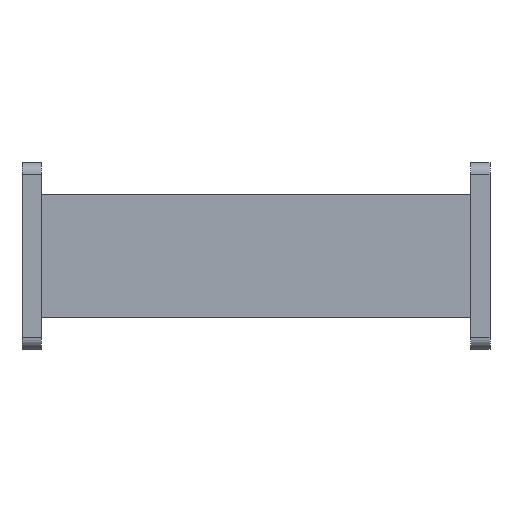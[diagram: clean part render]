
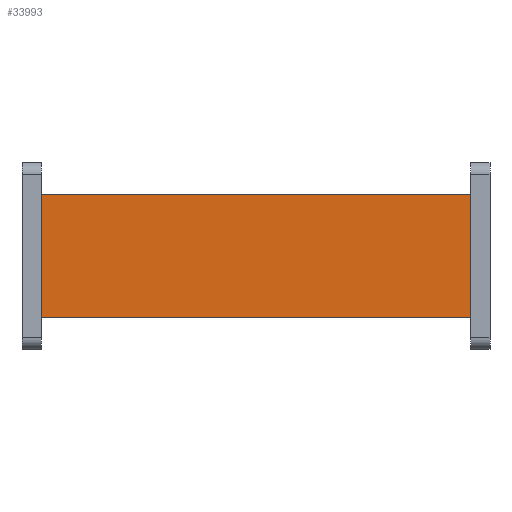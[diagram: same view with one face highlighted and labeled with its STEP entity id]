
A CAD part, front view. The second image highlights one B-rep face of the part: STEP entity #33993.
In plain terms, the highlighted planar face has unit normal (0, -1, 0).
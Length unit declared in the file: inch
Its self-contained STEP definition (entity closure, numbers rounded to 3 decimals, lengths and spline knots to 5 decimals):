
#227 = LINE ( 'NONE', #17868, #37041 ) ;
#1577 = EDGE_CURVE ( 'NONE', #3458, #2212, #3582, .T. ) ;
#2212 = VERTEX_POINT ( 'NONE', #32477 ) ;
#3458 = VERTEX_POINT ( 'NONE', #13173 ) ;
#3582 = LINE ( 'NONE', #9297, #4145 ) ;
#4145 = VECTOR ( 'NONE', #32435, 39.37008 ) ;
#4159 = AXIS2_PLACEMENT_3D ( 'NONE', #17663, #14454, #34546 ) ;
#5239 = ORIENTED_EDGE ( 'NONE', *, *, #33934, .T. ) ;
#5564 = PLANE ( 'NONE',  #4159 ) ;
#7421 = EDGE_CURVE ( 'NONE', #8244, #32251, #227, .T. ) ;
#8244 = VERTEX_POINT ( 'NONE', #18343 ) ;
#9297 = CARTESIAN_POINT ( 'NONE',  ( -2.16535, -0.31299, -0.625 ) ) ;
#11851 = EDGE_LOOP ( 'NONE', ( #30468, #13577, #17718, #5239 ) ) ;
#11999 = FACE_OUTER_BOUND ( 'NONE', #11851, .T. ) ;
#12965 = CARTESIAN_POINT ( 'NONE',  ( 2.16535, -0.31299, 0.625 ) ) ;
#13166 = LINE ( 'NONE', #24725, #32633 ) ;
#13173 = CARTESIAN_POINT ( 'NONE',  ( -2.16535, -0.31299, -0.625 ) ) ;
#13577 = ORIENTED_EDGE ( 'NONE', *, *, #17644, .F. ) ;
#14454 = DIRECTION ( 'NONE',  ( 0., 1., 0. ) ) ;
#17644 = EDGE_CURVE ( 'NONE', #32251, #2212, #18441, .T. ) ;
#17663 = CARTESIAN_POINT ( 'NONE',  ( -2.16535, -0.31299, 0.625 ) ) ;
#17718 = ORIENTED_EDGE ( 'NONE', *, *, #7421, .F. ) ;
#17868 = CARTESIAN_POINT ( 'NONE',  ( -2.16535, -0.31299, 0.625 ) ) ;
#18343 = CARTESIAN_POINT ( 'NONE',  ( -2.16535, -0.31299, 0.625 ) ) ;
#18441 = LINE ( 'NONE', #12965, #19490 ) ;
#19024 = DIRECTION ( 'NONE',  ( 0., 0., -1. ) ) ;
#19490 = VECTOR ( 'NONE', #30221, 39.37008 ) ;
#23363 = DIRECTION ( 'NONE',  ( 1., 0., 0. ) ) ;
#24725 = CARTESIAN_POINT ( 'NONE',  ( -2.16535, -0.31299, 0.625 ) ) ;
#30221 = DIRECTION ( 'NONE',  ( 0., 0., -1. ) ) ;
#30468 = ORIENTED_EDGE ( 'NONE', *, *, #1577, .T. ) ;
#32251 = VERTEX_POINT ( 'NONE', #37246 ) ;
#32435 = DIRECTION ( 'NONE',  ( 1., 0., 0. ) ) ;
#32477 = CARTESIAN_POINT ( 'NONE',  ( 2.16535, -0.31299, -0.625 ) ) ;
#32633 = VECTOR ( 'NONE', #19024, 39.37008 ) ;
#33934 = EDGE_CURVE ( 'NONE', #8244, #3458, #13166, .T. ) ;
#33993 = ADVANCED_FACE ( 'NONE', ( #11999 ), #5564, .F. ) ;
#34546 = DIRECTION ( 'NONE',  ( 0., 0., 1. ) ) ;
#37041 = VECTOR ( 'NONE', #23363, 39.37008 ) ;
#37246 = CARTESIAN_POINT ( 'NONE',  ( 2.16535, -0.31299, 0.625 ) ) ;
